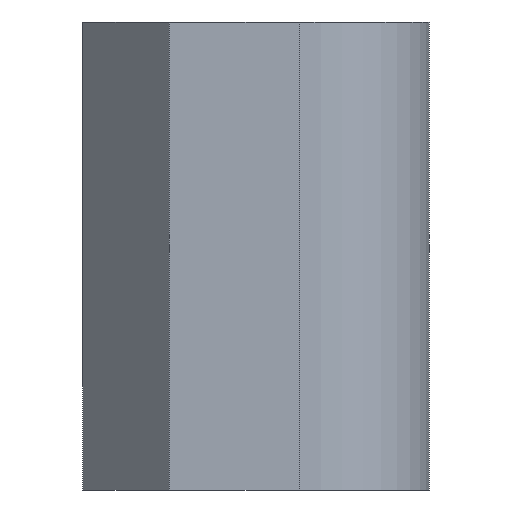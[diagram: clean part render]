
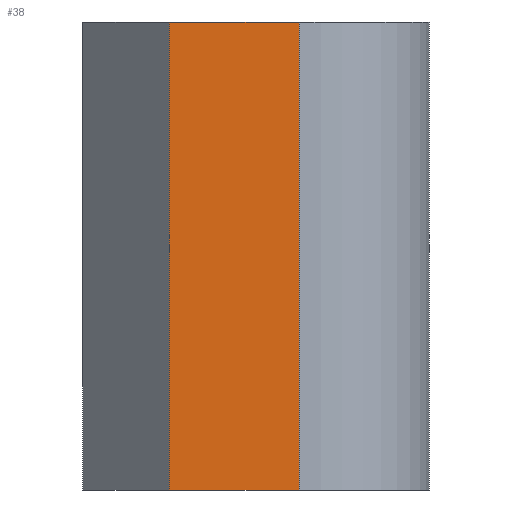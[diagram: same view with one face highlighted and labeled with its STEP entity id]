
A CAD part, left-side view. The second image highlights one B-rep face of the part: STEP entity #38.
In plain terms, the highlighted planar face has unit normal (-1, 0, 0).
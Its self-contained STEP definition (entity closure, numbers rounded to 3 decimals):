
#4 = LINE ( 'NONE', #580, #406 ) ;
#38 = ADVANCED_FACE ( 'NONE', ( #281 ), #771, .F. ) ;
#48 = DIRECTION ( 'NONE',  ( 0., -1., 0. ) ) ;
#49 = CARTESIAN_POINT ( 'NONE',  ( -150., 0., 27. ) ) ;
#88 = DIRECTION ( 'NONE',  ( 0., 0., -1. ) ) ;
#102 = VERTEX_POINT ( 'NONE', #193 ) ;
#104 = VERTEX_POINT ( 'NONE', #239 ) ;
#114 = VECTOR ( 'NONE', #121, 1000. ) ;
#121 = DIRECTION ( 'NONE',  ( 0., 0., -1. ) ) ;
#132 = ORIENTED_EDGE ( 'NONE', *, *, #166, .F. ) ;
#160 = ORIENTED_EDGE ( 'NONE', *, *, #162, .T. ) ;
#161 = LINE ( 'NONE', #49, #773 ) ;
#162 = EDGE_CURVE ( 'NONE', #104, #174, #428, .T. ) ;
#166 = EDGE_CURVE ( 'NONE', #640, #174, #538, .T. ) ;
#174 = VERTEX_POINT ( 'NONE', #541 ) ;
#193 = CARTESIAN_POINT ( 'NONE',  ( -150., 15., 27. ) ) ;
#232 = VECTOR ( 'NONE', #48, 1000. ) ;
#239 = CARTESIAN_POINT ( 'NONE',  ( -150., 15., -27. ) ) ;
#267 = EDGE_LOOP ( 'NONE', ( #628, #467, #160, #132 ) ) ;
#270 = CARTESIAN_POINT ( 'NONE',  ( -150., 0., 27. ) ) ;
#281 = FACE_OUTER_BOUND ( 'NONE', #267, .T. ) ;
#298 = DIRECTION ( 'NONE',  ( 0., -1., 0. ) ) ;
#303 = CARTESIAN_POINT ( 'NONE',  ( -150., 0., -27. ) ) ;
#345 = DIRECTION ( 'NONE',  ( 0., 0., -1. ) ) ;
#401 = EDGE_CURVE ( 'NONE', #102, #104, #4, .T. ) ;
#406 = VECTOR ( 'NONE', #88, 1000. ) ;
#422 = AXIS2_PLACEMENT_3D ( 'NONE', #710, #468, #345 ) ;
#428 = LINE ( 'NONE', #303, #232 ) ;
#467 = ORIENTED_EDGE ( 'NONE', *, *, #401, .T. ) ;
#468 = DIRECTION ( 'NONE',  ( 1., 0., 0. ) ) ;
#538 = LINE ( 'NONE', #667, #114 ) ;
#541 = CARTESIAN_POINT ( 'NONE',  ( -150., 0., -27. ) ) ;
#580 = CARTESIAN_POINT ( 'NONE',  ( -150., 15., 27. ) ) ;
#628 = ORIENTED_EDGE ( 'NONE', *, *, #774, .F. ) ;
#640 = VERTEX_POINT ( 'NONE', #270 ) ;
#667 = CARTESIAN_POINT ( 'NONE',  ( -150., 0., 27. ) ) ;
#710 = CARTESIAN_POINT ( 'NONE',  ( -150., 0., 27. ) ) ;
#771 = PLANE ( 'NONE',  #422 ) ;
#773 = VECTOR ( 'NONE', #298, 1000. ) ;
#774 = EDGE_CURVE ( 'NONE', #102, #640, #161, .T. ) ;
